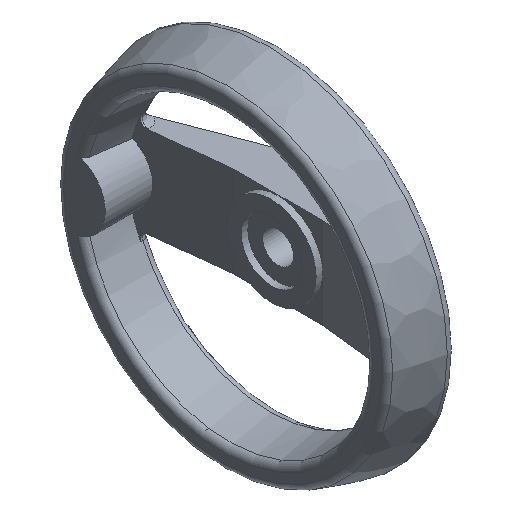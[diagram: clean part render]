
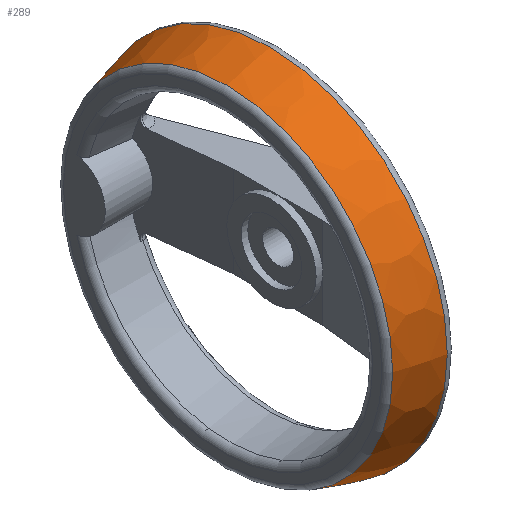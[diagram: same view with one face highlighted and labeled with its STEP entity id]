
A CAD part, isometric view. The second image highlights one B-rep face of the part: STEP entity #289.
In plain terms, the highlighted free-form (B-spline) face has degree [3, 3] with [4, 7] control points.
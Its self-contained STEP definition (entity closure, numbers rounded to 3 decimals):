
#97=(
BOUNDED_SURFACE()
B_SPLINE_SURFACE(3,3,((#1606,#1607,#1608,#1609,#1610,#1611,#1612),(#1613,
#1614,#1615,#1616,#1617,#1618,#1619),(#1620,#1621,#1622,#1623,#1624,#1625,
#1626),(#1627,#1628,#1629,#1630,#1631,#1632,#1633)),.UNSPECIFIED.,.F.,.T.,
.F.)
B_SPLINE_SURFACE_WITH_KNOTS((4,4),(1,3,3,3,1),(0.,1.),(-0.5,0.,0.5,1.,1.5),
.UNSPECIFIED.)
GEOMETRIC_REPRESENTATION_ITEM()
RATIONAL_B_SPLINE_SURFACE(((1.,0.333,0.333,1.,0.333,
0.333,1.),(0.998,0.333,0.333,
0.998,0.333,0.333,0.998),
(0.998,0.333,0.333,0.998,
0.333,0.333,0.998),(1.,0.333,
0.333,1.,0.333,0.333,1.)))
REPRESENTATION_ITEM('')
SURFACE()
);
#165=FACE_BOUND('',#392,.T.);
#166=FACE_BOUND('',#393,.T.);
#289=ADVANCED_FACE('',(#165,#166),#97,.T.);
#392=EDGE_LOOP('',(#564));
#393=EDGE_LOOP('',(#565));
#564=ORIENTED_EDGE('',*,*,#871,.T.);
#565=ORIENTED_EDGE('',*,*,#873,.F.);
#772=VERTEX_POINT('',#1599);
#773=VERTEX_POINT('',#1604);
#871=EDGE_CURVE('',#772,#772,#930,.T.);
#873=EDGE_CURVE('',#773,#773,#932,.T.);
#930=CIRCLE('',#989,74.72);
#932=CIRCLE('',#993,79.887);
#989=AXIS2_PLACEMENT_3D('',#1598,#1152,#1153);
#993=AXIS2_PLACEMENT_3D('',#1603,#1160,#1161);
#1152=DIRECTION('',(1.,0.,0.));
#1153=DIRECTION('',(0.,0.,-1.));
#1160=DIRECTION('',(1.,0.,0.));
#1161=DIRECTION('',(0.,0.,-1.));
#1598=CARTESIAN_POINT('',(353.013,330.5,0.));
#1599=CARTESIAN_POINT('',(353.013,330.5,-74.72));
#1603=CARTESIAN_POINT('',(372.45,330.5,0.));
#1604=CARTESIAN_POINT('',(372.45,330.5,-79.887));
#1606=CARTESIAN_POINT('',(372.45,330.5,-79.887));
#1607=CARTESIAN_POINT('',(372.45,490.275,-79.887));
#1608=CARTESIAN_POINT('',(372.45,490.275,79.887));
#1609=CARTESIAN_POINT('',(372.45,330.5,79.887));
#1610=CARTESIAN_POINT('',(372.45,170.725,79.887));
#1611=CARTESIAN_POINT('',(372.45,170.725,-79.887));
#1612=CARTESIAN_POINT('',(372.45,330.5,-79.887));
#1613=CARTESIAN_POINT('',(365.847,330.5,-78.656));
#1614=CARTESIAN_POINT('',(365.847,487.811,-78.656));
#1615=CARTESIAN_POINT('',(365.847,487.811,78.656));
#1616=CARTESIAN_POINT('',(365.847,330.5,78.656));
#1617=CARTESIAN_POINT('',(365.847,173.189,78.656));
#1618=CARTESIAN_POINT('',(365.847,173.189,-78.656));
#1619=CARTESIAN_POINT('',(365.847,330.5,-78.656));
#1620=CARTESIAN_POINT('',(359.356,330.5,-76.93));
#1621=CARTESIAN_POINT('',(359.356,484.36,-76.93));
#1622=CARTESIAN_POINT('',(359.356,484.36,76.93));
#1623=CARTESIAN_POINT('',(359.356,330.5,76.93));
#1624=CARTESIAN_POINT('',(359.356,176.64,76.93));
#1625=CARTESIAN_POINT('',(359.356,176.64,-76.93));
#1626=CARTESIAN_POINT('',(359.356,330.5,-76.93));
#1627=CARTESIAN_POINT('',(353.013,330.5,-74.72));
#1628=CARTESIAN_POINT('',(353.013,479.939,-74.72));
#1629=CARTESIAN_POINT('',(353.013,479.939,74.72));
#1630=CARTESIAN_POINT('',(353.013,330.5,74.72));
#1631=CARTESIAN_POINT('',(353.013,181.061,74.72));
#1632=CARTESIAN_POINT('',(353.013,181.061,-74.72));
#1633=CARTESIAN_POINT('',(353.013,330.5,-74.72));
